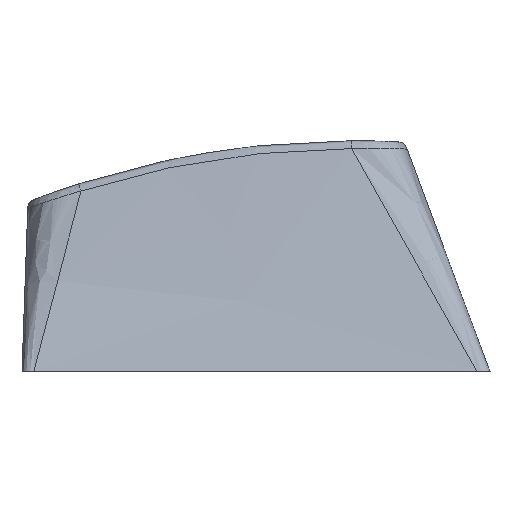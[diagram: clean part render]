
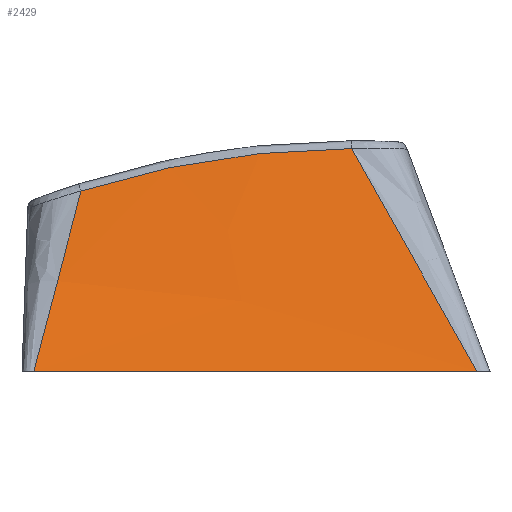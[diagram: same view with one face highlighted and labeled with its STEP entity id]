
A CAD part, left-side view. The second image highlights one B-rep face of the part: STEP entity #2429.
In plain terms, the highlighted free-form (B-spline) face has degree [3, 2] with [4, 3] control points.
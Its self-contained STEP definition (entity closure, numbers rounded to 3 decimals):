
#40=(
BOUNDED_SURFACE()
B_SPLINE_SURFACE(3,2,((#3861,#3862,#3863),(#3864,#3865,#3866),(#3867,#3868,
#3869),(#3870,#3871,#3872)),.UNSPECIFIED.,.F.,.F.,.F.)
B_SPLINE_SURFACE_WITH_KNOTS((4,4),(3,3),(0.,9.938),(-18.1,0.),
 .UNSPECIFIED.)
GEOMETRIC_REPRESENTATION_ITEM()
RATIONAL_B_SPLINE_SURFACE(((1.,0.977,1.),(1.,0.985,1.),(1.,
0.992,1.),(1.,1.,1.)))
REPRESENTATION_ITEM('')
SURFACE()
);
#82=B_SPLINE_CURVE_WITH_KNOTS('',3,(#3874,#3875,#3876,#3877,#3878,#3879,
#3880),.UNSPECIFIED.,.F.,.F.,(4,3,4),(0.019,0.24,8.103),
 .UNSPECIFIED.);
#83=B_SPLINE_CURVE_WITH_KNOTS('',3,(#3882,#3883,#3884,#3885),
 .UNSPECIFIED.,.F.,.F.,(4,4),(-0.442,10.007),
 .UNSPECIFIED.);
#84=B_SPLINE_CURVE_WITH_KNOTS('',3,(#3886,#3887,#3888,#3889,#3890,#3891,
#3892,#3893,#3894,#3895,#3896,#3897,#3898,#3899,#3900,#3901,#3902,#3903,
#3904,#3905,#3906,#3907,#3908,#3909,#3910),.UNSPECIFIED.,.F.,.F.,(4,3,3,
3,3,3,3,3,4),(-0.184,1.101,2.353,3.654,
4.955,6.396,7.848,9.319,10.402),
 .UNSPECIFIED.);
#214=FACE_OUTER_BOUND('',#358,.T.);
#358=EDGE_LOOP('',(#1816,#1817,#1818,#1819));
#578=LINE('',#3722,#833);
#833=VECTOR('',#2976,10.);
#1086=VERTEX_POINT('',#3706);
#1087=VERTEX_POINT('',#3721);
#1105=VERTEX_POINT('',#3873);
#1106=VERTEX_POINT('',#3881);
#1354=EDGE_CURVE('',#1086,#1087,#578,.F.);
#1378=EDGE_CURVE('',#1105,#1087,#82,.F.);
#1379=EDGE_CURVE('',#1086,#1106,#83,.F.);
#1380=EDGE_CURVE('',#1106,#1105,#84,.F.);
#1816=ORIENTED_EDGE('',*,*,#1378,.T.);
#1817=ORIENTED_EDGE('',*,*,#1354,.F.);
#1818=ORIENTED_EDGE('',*,*,#1379,.T.);
#1819=ORIENTED_EDGE('',*,*,#1380,.T.);
#2429=ADVANCED_FACE('',(#214),#40,.T.);
#2976=DIRECTION('',(0.,-1.,0.));
#3706=CARTESIAN_POINT('',(-20.956,-8.546,0.));
#3721=CARTESIAN_POINT('',(-20.956,8.596,0.));
#3722=CARTESIAN_POINT('',(-20.956,8.596,0.));
#3861=CARTESIAN_POINT('Ctrl Pts',(-17.931,8.821,6.551));
#3862=CARTESIAN_POINT('Ctrl Pts',(-17.931,1.792,9.295));
#3863=CARTESIAN_POINT('Ctrl Pts',(-17.931,-5.741,8.861));
#3864=CARTESIAN_POINT('Ctrl Pts',(-18.94,8.897,4.368));
#3865=CARTESIAN_POINT('Ctrl Pts',(-18.955,1.185,6.148));
#3866=CARTESIAN_POINT('Ctrl Pts',(-18.94,-6.844,5.907));
#3867=CARTESIAN_POINT('Ctrl Pts',(-19.948,8.974,2.184));
#3868=CARTESIAN_POINT('Ctrl Pts',(-19.963,0.588,3.05));
#3869=CARTESIAN_POINT('Ctrl Pts',(-19.948,-7.947,2.954));
#3870=CARTESIAN_POINT('Ctrl Pts',(-20.956,9.05,0.));
#3871=CARTESIAN_POINT('Ctrl Pts',(-20.956,0.,
0.));
#3872=CARTESIAN_POINT('Ctrl Pts',(-20.956,-9.05,0.));
#3873=CARTESIAN_POINT('',(-18.055,6.766,6.976));
#3874=CARTESIAN_POINT('Ctrl Pts',(-20.956,8.596,0.));
#3875=CARTESIAN_POINT('Ctrl Pts',(-20.927,8.579,0.064));
#3876=CARTESIAN_POINT('Ctrl Pts',(-20.899,8.562,0.127));
#3877=CARTESIAN_POINT('Ctrl Pts',(-20.87,8.545,0.191));
#3878=CARTESIAN_POINT('Ctrl Pts',(-19.85,7.945,2.454));
#3879=CARTESIAN_POINT('Ctrl Pts',(-18.908,7.351,4.715));
#3880=CARTESIAN_POINT('Ctrl Pts',(-18.055,6.766,6.976));
#3881=CARTESIAN_POINT('',(-18.035,-3.696,8.612));
#3882=CARTESIAN_POINT('Ctrl Pts',(-18.035,-3.696,8.612));
#3883=CARTESIAN_POINT('Ctrl Pts',(-19.011,-5.316,5.737));
#3884=CARTESIAN_POINT('Ctrl Pts',(-19.979,-6.93,2.869));
#3885=CARTESIAN_POINT('Ctrl Pts',(-20.956,-8.546,0.));
#3886=CARTESIAN_POINT('Ctrl Pts',(-18.055,6.766,6.976));
#3887=CARTESIAN_POINT('Ctrl Pts',(-18.053,6.356,7.106));
#3888=CARTESIAN_POINT('Ctrl Pts',(-18.051,5.943,7.229));
#3889=CARTESIAN_POINT('Ctrl Pts',(-18.049,5.529,7.344));
#3890=CARTESIAN_POINT('Ctrl Pts',(-18.047,5.125,7.456));
#3891=CARTESIAN_POINT('Ctrl Pts',(-18.046,4.719,7.561));
#3892=CARTESIAN_POINT('Ctrl Pts',(-18.044,4.312,7.658));
#3893=CARTESIAN_POINT('Ctrl Pts',(-18.043,3.888,7.759));
#3894=CARTESIAN_POINT('Ctrl Pts',(-18.042,3.462,7.853));
#3895=CARTESIAN_POINT('Ctrl Pts',(-18.041,3.035,7.938));
#3896=CARTESIAN_POINT('Ctrl Pts',(-18.039,2.608,8.024));
#3897=CARTESIAN_POINT('Ctrl Pts',(-18.039,2.179,8.101));
#3898=CARTESIAN_POINT('Ctrl Pts',(-18.038,1.749,8.17));
#3899=CARTESIAN_POINT('Ctrl Pts',(-18.037,1.273,8.247));
#3900=CARTESIAN_POINT('Ctrl Pts',(-18.036,0.795,8.314));
#3901=CARTESIAN_POINT('Ctrl Pts',(-18.036,0.316,8.371));
#3902=CARTESIAN_POINT('Ctrl Pts',(-18.035,-0.166,8.428));
#3903=CARTESIAN_POINT('Ctrl Pts',(-18.035,-0.649,
8.475));
#3904=CARTESIAN_POINT('Ctrl Pts',(-18.035,-1.134,8.512));
#3905=CARTESIAN_POINT('Ctrl Pts',(-18.034,-1.624,8.549));
#3906=CARTESIAN_POINT('Ctrl Pts',(-18.034,-2.116,8.576));
#3907=CARTESIAN_POINT('Ctrl Pts',(-18.034,-2.608,8.593));
#3908=CARTESIAN_POINT('Ctrl Pts',(-18.035,-2.971,8.605));
#3909=CARTESIAN_POINT('Ctrl Pts',(-18.035,-3.333,8.611));
#3910=CARTESIAN_POINT('Ctrl Pts',(-18.035,-3.696,8.612));
